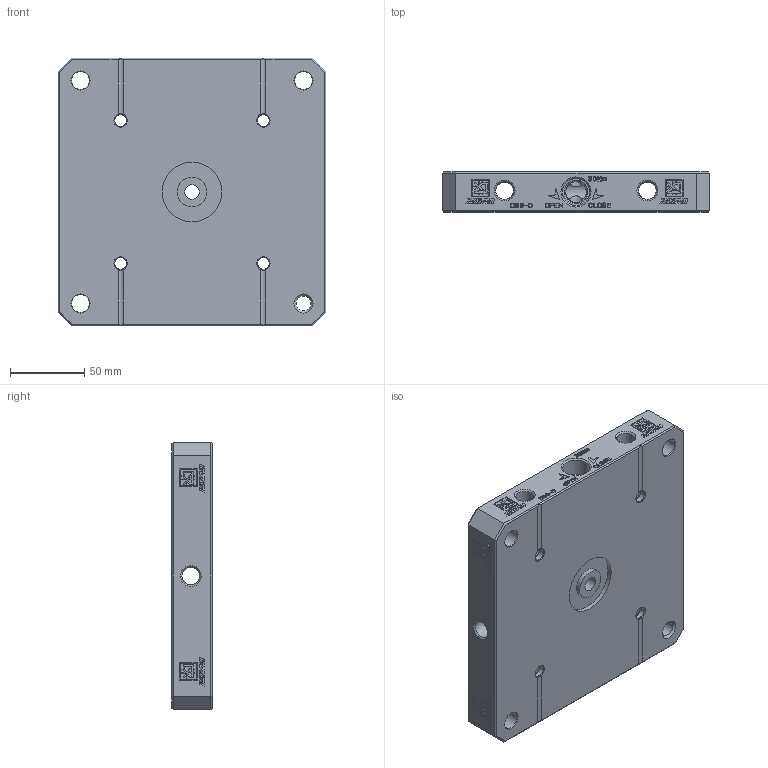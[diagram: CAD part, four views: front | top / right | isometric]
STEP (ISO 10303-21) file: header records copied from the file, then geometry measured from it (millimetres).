
FILE_DESCRIPTION(/* description */ (''),/* implementation_level */ '2;1');
FILE_NAME(/* name */ '',/* time_stamp */ '2025-03-31T18:30:46+08:00',/* author */ (''),/* organization */ (''),/* preprocessor_version */ 'ST-DEVELOPER v11',/* originating_system */ 'SIEMENS PLM Software NX 7.0',/* authorisation */ '');
FILE_SCHEMA (('CONFIG_CONTROL_DESIGN'));
Length unit declared in the file: millimetre
Products named in the file (1): Admi736Emrw6
Bounding box: 180 x 27 x 180 mm (x, y, z)
Volume: 745163.3 mm3; surface area: 113378.5 mm2
Topology: 1 solids, 1 shells, 1793 faces, 4757 edges, 3148 vertices
Faces by surface type: plane 1545, cylinder 148, cone 38, extrusion 38, bspline 12, torus 12
Full cylindrical faces by diameter (mm): 4.2 x4, 5 x1, 6 x1, 8 x4, 10 x2, 11 x1, 12 x14, 14 x9, 18.2 x1, 18.6 x1, 19 x4, 19.5 x4, 19.7 x4, 20 x8, 20.5 x1, 40 x1
Entity records: 57327 total; most frequent: CARTESIAN_POINT 13541, ORIENTED_EDGE 9178, DIRECTION 8231, EDGE_CURVE 4589, VECTOR 4153, LINE 4115, VERTEX_POINT 3091, EDGE_LOOP 2106
